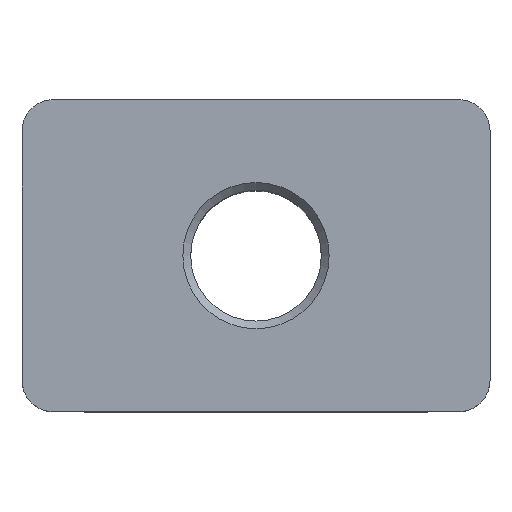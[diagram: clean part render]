
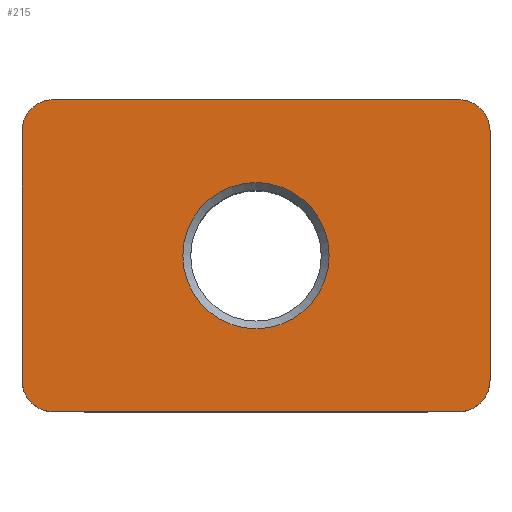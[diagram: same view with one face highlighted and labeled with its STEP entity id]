
A CAD part, top view. The second image highlights one B-rep face of the part: STEP entity #215.
In plain terms, the highlighted planar face has unit normal (0, 0, 1).
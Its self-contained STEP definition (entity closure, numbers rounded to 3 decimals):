
#215 = ADVANCED_FACE( '', ( #437, #438 ), #439, .T. );
#437 = FACE_BOUND( '', #657, .T. );
#438 = FACE_OUTER_BOUND( '', #658, .T. );
#439 = PLANE( '', #659 );
#657 = EDGE_LOOP( '', ( #1213 ) );
#658 = EDGE_LOOP( '', ( #1214, #1215, #1216, #1217, #1218, #1219, #1220, #1221 ) );
#659 = AXIS2_PLACEMENT_3D( '', #1222, #1223, #1224 );
#1213 = ORIENTED_EDGE( '', *, *, #1329, .T. );
#1214 = ORIENTED_EDGE( '', *, *, #1378, .T. );
#1215 = ORIENTED_EDGE( '', *, *, #1385, .T. );
#1216 = ORIENTED_EDGE( '', *, *, #1397, .T. );
#1217 = ORIENTED_EDGE( '', *, *, #1331, .T. );
#1218 = ORIENTED_EDGE( '', *, *, #1487, .T. );
#1219 = ORIENTED_EDGE( '', *, *, #1318, .T. );
#1220 = ORIENTED_EDGE( '', *, *, #1415, .T. );
#1221 = ORIENTED_EDGE( '', *, *, #1446, .T. );
#1222 = CARTESIAN_POINT( '', ( 0., 0., 25. ) );
#1223 = DIRECTION( '', ( 0., 0., 1. ) );
#1224 = DIRECTION( '', ( 1., 0., 0. ) );
#1318 = EDGE_CURVE( '', #1584, #1585, #1586, .T. );
#1329 = EDGE_CURVE( '', #1604, #1604, #1605, .F. );
#1331 = EDGE_CURVE( '', #1607, #1608, #1609, .T. );
#1378 = EDGE_CURVE( '', #1681, #1679, #1682, .T. );
#1385 = EDGE_CURVE( '', #1679, #1691, #1692, .T. );
#1397 = EDGE_CURVE( '', #1691, #1607, #1710, .T. );
#1415 = EDGE_CURVE( '', #1585, #1734, #1736, .T. );
#1446 = EDGE_CURVE( '', #1734, #1681, #1780, .T. );
#1487 = EDGE_CURVE( '', #1608, #1584, #1825, .T. );
#1584 = VERTEX_POINT( '', #1959 );
#1585 = VERTEX_POINT( '', #1960 );
#1586 = CIRCLE( '', #1961, 2. );
#1604 = VERTEX_POINT( '', #1985 );
#1605 = CIRCLE( '', #1986, 4.688 );
#1607 = VERTEX_POINT( '', #1988 );
#1608 = VERTEX_POINT( '', #1989 );
#1609 = CIRCLE( '', #1990, 2. );
#1679 = VERTEX_POINT( '', #2091 );
#1681 = VERTEX_POINT( '', #2094 );
#1682 = LINE( '', #2095, #2096 );
#1691 = VERTEX_POINT( '', #2109 );
#1692 = CIRCLE( '', #2110, 2. );
#1710 = LINE( '', #2134, #2135 );
#1734 = VERTEX_POINT( '', #2171 );
#1736 = LINE( '', #2174, #2175 );
#1780 = CIRCLE( '', #2238, 2. );
#1825 = LINE( '', #2302, #2303 );
#1959 = CARTESIAN_POINT( '', ( 15., 8., 25. ) );
#1960 = CARTESIAN_POINT( '', ( 13., 10., 25. ) );
#1961 = AXIS2_PLACEMENT_3D( '', #2370, #2371, #2372 );
#1985 = CARTESIAN_POINT( '', ( 4.688, 0., 25. ) );
#1986 = AXIS2_PLACEMENT_3D( '', #2385, #2386, #2387 );
#1988 = CARTESIAN_POINT( '', ( 13., -10., 25. ) );
#1989 = CARTESIAN_POINT( '', ( 15., -8., 25. ) );
#1990 = AXIS2_PLACEMENT_3D( '', #2388, #2389, #2390 );
#2091 = CARTESIAN_POINT( '', ( -15., -8., 25. ) );
#2094 = CARTESIAN_POINT( '', ( -15., 8., 25. ) );
#2095 = CARTESIAN_POINT( '', ( -15., 10., 25. ) );
#2096 = VECTOR( '', #2429, 1000. );
#2109 = CARTESIAN_POINT( '', ( -13., -10., 25. ) );
#2110 = AXIS2_PLACEMENT_3D( '', #2434, #2435, #2436 );
#2134 = CARTESIAN_POINT( '', ( -15., -10., 25. ) );
#2135 = VECTOR( '', #2449, 1000. );
#2171 = CARTESIAN_POINT( '', ( -13., 10., 25. ) );
#2174 = CARTESIAN_POINT( '', ( 15., 10., 25. ) );
#2175 = VECTOR( '', #2466, 1000. );
#2238 = AXIS2_PLACEMENT_3D( '', #2489, #2490, #2491 );
#2302 = CARTESIAN_POINT( '', ( 15., -10., 25. ) );
#2303 = VECTOR( '', #2517, 1000. );
#2370 = CARTESIAN_POINT( '', ( 13., 8., 25. ) );
#2371 = DIRECTION( '', ( 0., 0., 1. ) );
#2372 = DIRECTION( '', ( 1., 0., 0. ) );
#2385 = CARTESIAN_POINT( '', ( 0., 0., 25. ) );
#2386 = DIRECTION( '', ( 0., 0., 1. ) );
#2387 = DIRECTION( '', ( 1., 0., 0. ) );
#2388 = CARTESIAN_POINT( '', ( 13., -8., 25. ) );
#2389 = DIRECTION( '', ( 0., 0., 1. ) );
#2390 = DIRECTION( '', ( 1., 0., 0. ) );
#2429 = DIRECTION( '', ( 0., -1., 0. ) );
#2434 = CARTESIAN_POINT( '', ( -13., -8., 25. ) );
#2435 = DIRECTION( '', ( 0., 0., 1. ) );
#2436 = DIRECTION( '', ( 1., 0., 0. ) );
#2449 = DIRECTION( '', ( 1., 0., 0. ) );
#2466 = DIRECTION( '', ( -1., 0., 0. ) );
#2489 = CARTESIAN_POINT( '', ( -13., 8., 25. ) );
#2490 = DIRECTION( '', ( 0., 0., 1. ) );
#2491 = DIRECTION( '', ( 1., 0., 0. ) );
#2517 = DIRECTION( '', ( 0., 1., 0. ) );
